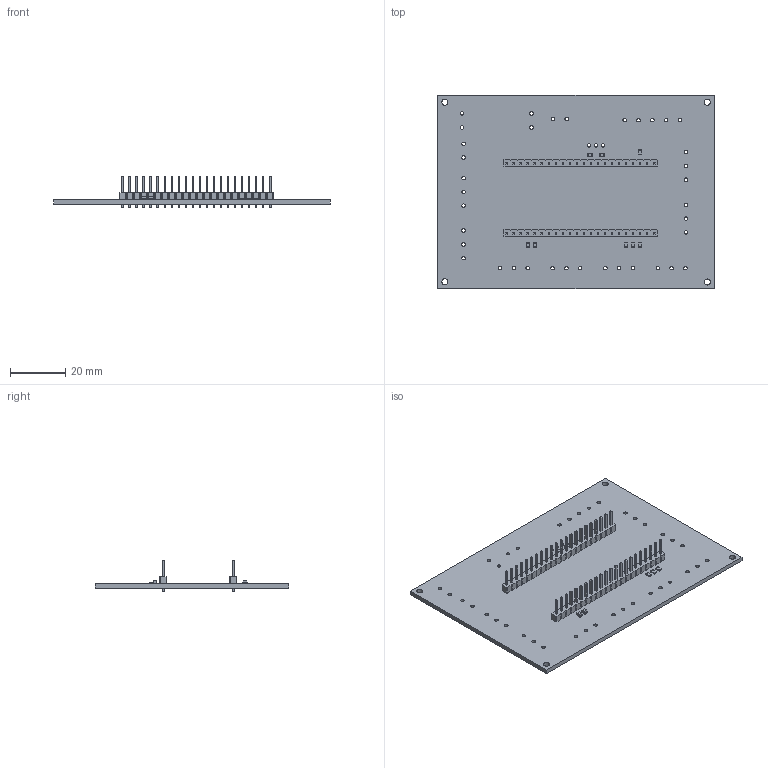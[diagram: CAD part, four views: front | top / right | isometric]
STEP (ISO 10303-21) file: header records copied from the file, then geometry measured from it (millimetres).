
FILE_DESCRIPTION(('KiCad electronic assembly'),'2;1');
FILE_NAME('pcbmaster.step','2025-04-15T10:55:21',('Pcbnew'),('Kicad'), 'Open CASCADE STEP processor 7.8','KiCad to STEP converter','Unknown' );
FILE_SCHEMA(('AUTOMOTIVE_DESIGN { 1 0 10303 214 1 1 1 1 }'));
Length unit declared in the file: millimetre
Products named in the file (10): pcbmaster 1; LED_0805_2012Metric; PinHeader_1x22_P2.54mm_Vertical; PinHeader_1x22_P254mm_Vertical; C_0805_2012Metric; R_0805_2012Metric; pcbmaster_PCB
Assembly tree (15 placements, depth 3):
  pcbmaster 1
    LED_0805_2012Metric  x2
      LED_0805_2012Metric
    PinHeader_1x22_P2.54mm_Vertical  x2
      PinHeader_1x22_P254mm_Vertical
    C_0805_2012Metric  x2
      C_0805_2012Metric
    R_0805_2012Metric  x4
      R_0805_2012Metric
    pcbmaster_PCB
Bounding box: 100 x 70 x 11.54 mm (x, y, z)
Volume: 11916.7 mm3; surface area: 17124.6 mm2
Topology: 11 solids, 11 shells, 1418 faces, 3522 edges, 2220 vertices
Faces by surface type: plane 1258, cylinder 160
Full cylindrical faces by diameter (mm): 1 x44, 1.27 x3, 1.29 x4, 1.295 x29, 1.3 x4, 2.2 x4
Entity records: 26359 total; most frequent: CARTESIAN_POINT 3735, ORIENTED_EDGE 3662, DIRECTION 3555, EDGE_CURVE 1831, LINE 1599, VECTOR 1599, VERTEX_POINT 1158, AXIS2_PLACEMENT_3D 978
